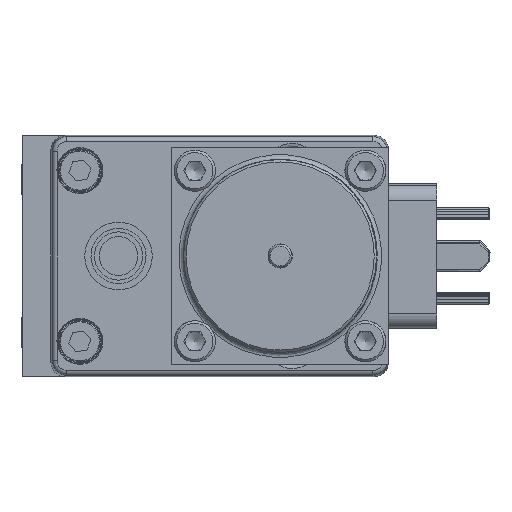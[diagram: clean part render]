
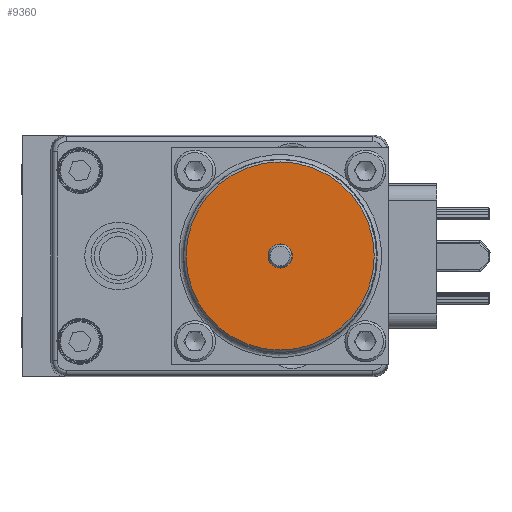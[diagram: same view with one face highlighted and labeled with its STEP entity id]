
A CAD part, left-side view. The second image highlights one B-rep face of the part: STEP entity #9360.
In plain terms, the highlighted planar face has unit normal (-1, 0, 0).
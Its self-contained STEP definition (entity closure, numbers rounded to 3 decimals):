
#824 = PLANE ( 'NONE',  #31212 ) ;
#8583 = FACE_BOUND ( 'NONE', #22367, .T. ) ;
#9347 = AXIS2_PLACEMENT_3D ( 'NONE', #13747, #14149, #18789 ) ;
#9360 = ADVANCED_FACE ( 'NONE', ( #59578, #8583 ), #824, .T. ) ;
#9958 = VERTEX_POINT ( 'NONE', #35238 ) ;
#13747 = CARTESIAN_POINT ( 'NONE',  ( -85.45, 9.5, -25. ) ) ;
#14149 = DIRECTION ( 'NONE',  ( 1., 0., 0. ) ) ;
#18789 = DIRECTION ( 'NONE',  ( 0., 0., -1. ) ) ;
#19665 = EDGE_LOOP ( 'NONE', ( #29975 ) ) ;
#21838 = DIRECTION ( 'NONE',  ( -1., 0., 0. ) ) ;
#22367 = EDGE_LOOP ( 'NONE', ( #71586 ) ) ;
#27151 = DIRECTION ( 'NONE',  ( 0., 0., -1. ) ) ;
#29975 = ORIENTED_EDGE ( 'NONE', *, *, #51708, .F. ) ;
#31212 = AXIS2_PLACEMENT_3D ( 'NONE', #73316, #21838, #71672 ) ;
#31849 = CIRCLE ( 'NONE', #9347, 19.5 ) ;
#35238 = CARTESIAN_POINT ( 'NONE',  ( -85.45, 9.5, -27.5 ) ) ;
#44473 = VERTEX_POINT ( 'NONE', #57349 ) ;
#44782 = CIRCLE ( 'NONE', #77926, 2.5 ) ;
#47453 = CARTESIAN_POINT ( 'NONE',  ( -85.45, 9.5, -25. ) ) ;
#51708 = EDGE_CURVE ( 'NONE', #44473, #44473, #31849, .T. ) ;
#53286 = DIRECTION ( 'NONE',  ( 1., 0., 0. ) ) ;
#57349 = CARTESIAN_POINT ( 'NONE',  ( -85.45, 9.5, -44.5 ) ) ;
#59578 = FACE_OUTER_BOUND ( 'NONE', #19665, .T. ) ;
#69209 = EDGE_CURVE ( 'NONE', #9958, #9958, #44782, .T. ) ;
#71586 = ORIENTED_EDGE ( 'NONE', *, *, #69209, .T. ) ;
#71672 = DIRECTION ( 'NONE',  ( 0., 0., 1. ) ) ;
#73316 = CARTESIAN_POINT ( 'NONE',  ( -85.45, 9.5, -25. ) ) ;
#77926 = AXIS2_PLACEMENT_3D ( 'NONE', #47453, #53286, #27151 ) ;
